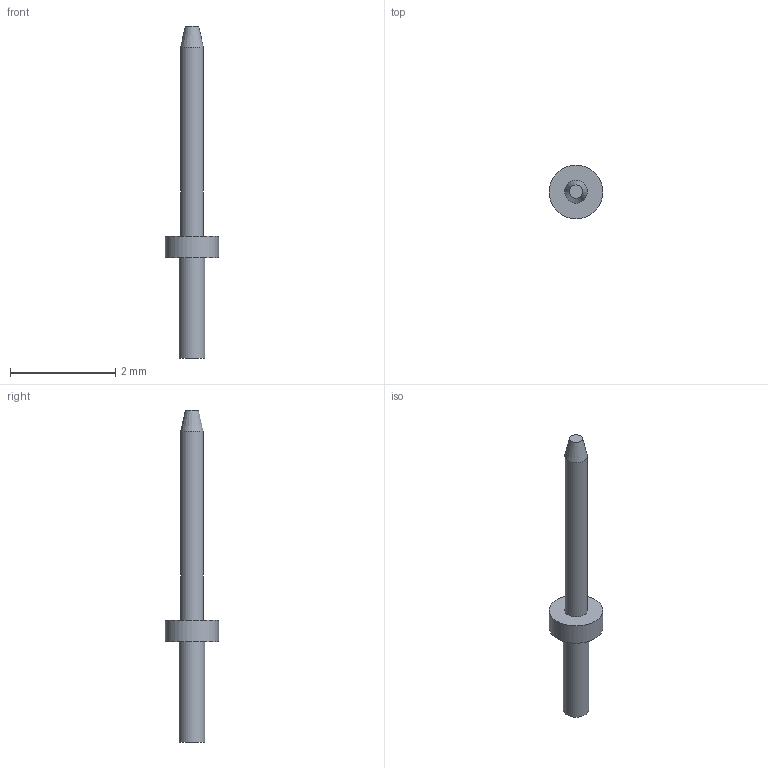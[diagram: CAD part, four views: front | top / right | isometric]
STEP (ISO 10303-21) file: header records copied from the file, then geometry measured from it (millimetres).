
FILE_DESCRIPTION(('FreeCAD Model'),'2;1');
FILE_NAME('Open CASCADE Shape Model','2022-09-06T06:36:55',(''),(''), 'Open CASCADE STEP processor 7.5','FreeCAD','Unknown');
FILE_SCHEMA(('AUTOMOTIVE_DESIGN { 1 0 10303 214 1 1 1 1 }'));
Length unit declared in the file: millimetre
Products named in the file (1): Group
Bounding box: 1.02 x 1.02 x 6.3 mm (x, y, z)
Volume: 1.2 mm3; surface area: 11 mm2
Topology: 1 solids, 1 shells, 8 faces, 11 edges, 7 vertices
Faces by surface type: plane 4, cylinder 3, cone 1
Full cylindrical faces by diameter (mm): 0.432 x1, 0.483 x1, 1.016 x1
Entity records: 196 total; most frequent: DIRECTION 36, CARTESIAN_POINT 27, ORIENTED_EDGE 22, AXIS2_PLACEMENT_3D 16, EDGE_CURVE 11, FACE_BOUND 10, EDGE_LOOP 10, ADVANCED_FACE 8
